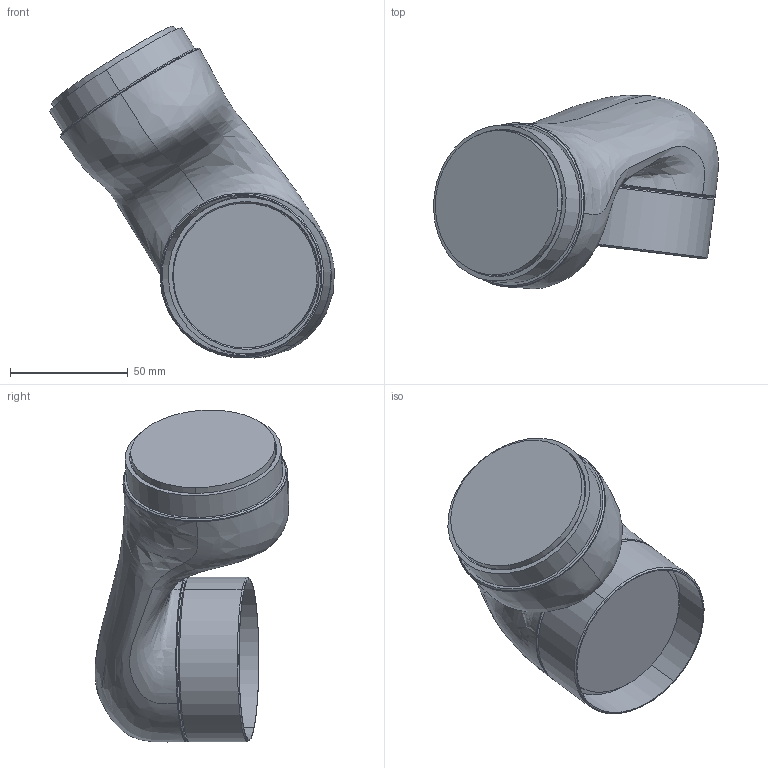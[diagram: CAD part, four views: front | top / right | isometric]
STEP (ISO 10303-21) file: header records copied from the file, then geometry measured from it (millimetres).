
FILE_DESCRIPTION (( 'STEP AP203' ), '1' );
FILE_NAME ('Link5.STEP', '2025-02-06T07:16:26', ( '' ), ( '' ), 'SwSTEP 2.0', 'SolidWorks 2021', '' );
FILE_SCHEMA (( 'CONFIG_CONTROL_DESIGN' ));
Length unit declared in the file: millimetre
Products named in the file (5): KR12943_1.step; Kinova Gen3 Modular Robotic Arm.step; GEN3 SIMPLIFIED Spherical Wrist1.step; GEN3 SIMPLIFIED WRIST 1.step; Link5
Assembly tree (5 placements, depth 4):
  Link5
    Kinova Gen3 Modular Robotic Arm.step
      GEN3 SIMPLIFIED Spherical Wrist1.step
        GEN3 SIMPLIFIED WRIST 1.step
        KR12943_1.step  x2
Bounding box: 120.98 x 82.27 x 140.95 mm (x, y, z)
Volume: 250938 mm3; surface area: 98849.5 mm2
Topology: 3 solids, 4 shells, 173 faces, 347 edges, 191 vertices
Faces by surface type: bspline 106, cylinder 28, cone 20, plane 19
Entity records: 12949 total; most frequent: CARTESIAN_POINT 9612, ORIENTED_EDGE 682, DIRECTION 351, EDGE_CURVE 341, B_SPLINE_CURVE_WITH_KNOTS 208, VERTEX_POINT 187, EDGE_LOOP 182, FACE_OUTER_BOUND 169
